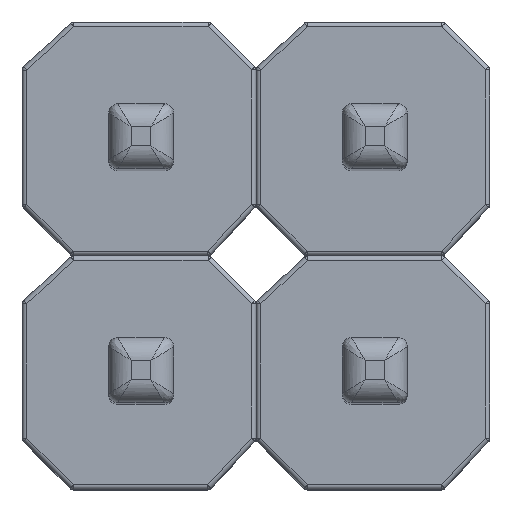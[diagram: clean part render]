
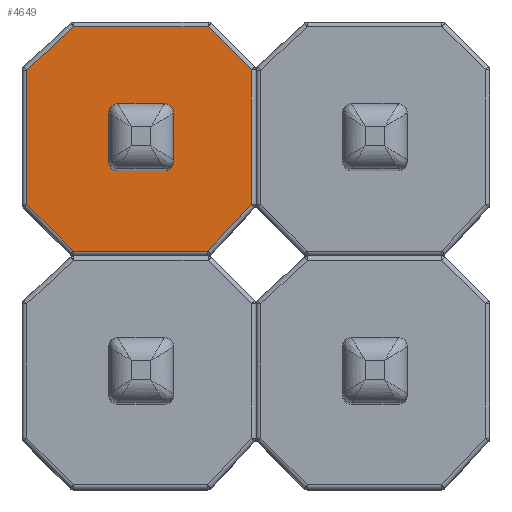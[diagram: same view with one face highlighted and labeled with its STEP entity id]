
A CAD part, top view. The second image highlights one B-rep face of the part: STEP entity #4649.
In plain terms, the highlighted planar face has unit normal (0, 0, 1).
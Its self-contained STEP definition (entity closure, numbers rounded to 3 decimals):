
#130=FACE_BOUND('',#1619,.T.);
#145=PLANE('',#5078);
#385=LINE('',#7360,#737);
#387=LINE('',#7363,#739);
#395=LINE('',#7375,#747);
#397=LINE('',#7378,#749);
#401=LINE('',#7384,#753);
#403=LINE('',#7387,#755);
#411=LINE('',#7399,#763);
#413=LINE('',#7402,#765);
#421=LINE('',#7434,#773);
#422=LINE('',#7438,#774);
#423=LINE('',#7442,#775);
#424=LINE('',#7446,#776);
#737=VECTOR('',#5774,10.);
#739=VECTOR('',#5778,10.);
#747=VECTOR('',#5794,10.);
#749=VECTOR('',#5798,10.);
#753=VECTOR('',#5806,10.);
#755=VECTOR('',#5810,10.);
#763=VECTOR('',#5826,10.);
#765=VECTOR('',#5830,10.);
#773=VECTOR('',#5866,10.);
#774=VECTOR('',#5869,10.);
#775=VECTOR('',#5872,10.);
#776=VECTOR('',#5875,10.);
#1281=FACE_OUTER_BOUND('',#1618,.T.);
#1618=EDGE_LOOP('',(#3381,#3382,#3383,#3384,#3385,#3386,#3387,#3388));
#1619=EDGE_LOOP('',(#3389,#3390,#3391,#3392,#3393,#3394,#3395,#3396));
#1965=CIRCLE('',#5079,0.1);
#1966=CIRCLE('',#5080,0.1);
#1967=CIRCLE('',#5081,0.1);
#1968=CIRCLE('',#5082,0.1);
#2170=VERTEX_POINT('',#7225);
#2176=VERTEX_POINT('',#7239);
#2179=VERTEX_POINT('',#7246);
#2188=VERTEX_POINT('',#7270);
#2191=VERTEX_POINT('',#7277);
#2200=VERTEX_POINT('',#7307);
#2203=VERTEX_POINT('',#7314);
#2212=VERTEX_POINT('',#7338);
#2225=VERTEX_POINT('',#7432);
#2226=VERTEX_POINT('',#7433);
#2227=VERTEX_POINT('',#7435);
#2228=VERTEX_POINT('',#7437);
#2229=VERTEX_POINT('',#7439);
#2230=VERTEX_POINT('',#7441);
#2231=VERTEX_POINT('',#7443);
#2232=VERTEX_POINT('',#7445);
#2585=EDGE_CURVE('',#2203,#2212,#385,.T.);
#2587=EDGE_CURVE('',#2212,#2200,#387,.T.);
#2595=EDGE_CURVE('',#2191,#2203,#395,.T.);
#2597=EDGE_CURVE('',#2200,#2188,#397,.T.);
#2601=EDGE_CURVE('',#2179,#2191,#401,.T.);
#2603=EDGE_CURVE('',#2188,#2176,#403,.T.);
#2611=EDGE_CURVE('',#2170,#2179,#411,.T.);
#2613=EDGE_CURVE('',#2176,#2170,#413,.T.);
#2625=EDGE_CURVE('',#2225,#2226,#421,.T.);
#2626=EDGE_CURVE('',#2227,#2226,#1965,.F.);
#2627=EDGE_CURVE('',#2227,#2228,#422,.T.);
#2628=EDGE_CURVE('',#2229,#2228,#1966,.F.);
#2629=EDGE_CURVE('',#2229,#2230,#423,.T.);
#2630=EDGE_CURVE('',#2231,#2230,#1967,.F.);
#2631=EDGE_CURVE('',#2231,#2232,#424,.T.);
#2632=EDGE_CURVE('',#2225,#2232,#1968,.F.);
#3381=ORIENTED_EDGE('',*,*,#2585,.F.);
#3382=ORIENTED_EDGE('',*,*,#2595,.F.);
#3383=ORIENTED_EDGE('',*,*,#2601,.F.);
#3384=ORIENTED_EDGE('',*,*,#2611,.F.);
#3385=ORIENTED_EDGE('',*,*,#2613,.F.);
#3386=ORIENTED_EDGE('',*,*,#2603,.F.);
#3387=ORIENTED_EDGE('',*,*,#2597,.F.);
#3388=ORIENTED_EDGE('',*,*,#2587,.F.);
#3389=ORIENTED_EDGE('',*,*,#2625,.T.);
#3390=ORIENTED_EDGE('',*,*,#2626,.F.);
#3391=ORIENTED_EDGE('',*,*,#2627,.T.);
#3392=ORIENTED_EDGE('',*,*,#2628,.F.);
#3393=ORIENTED_EDGE('',*,*,#2629,.T.);
#3394=ORIENTED_EDGE('',*,*,#2630,.F.);
#3395=ORIENTED_EDGE('',*,*,#2631,.T.);
#3396=ORIENTED_EDGE('',*,*,#2632,.F.);
#4649=ADVANCED_FACE('',(#1281,#130),#145,.T.);
#5078=AXIS2_PLACEMENT_3D('',#7431,#5864,#5865);
#5079=AXIS2_PLACEMENT_3D('',#7436,#5867,#5868);
#5080=AXIS2_PLACEMENT_3D('',#7440,#5870,#5871);
#5081=AXIS2_PLACEMENT_3D('',#7444,#5873,#5874);
#5082=AXIS2_PLACEMENT_3D('',#7447,#5876,#5877);
#5774=DIRECTION('',(0.,-1.,0.));
#5778=DIRECTION('',(-0.681,-0.733,0.));
#5794=DIRECTION('',(0.707,-0.707,0.));
#5798=DIRECTION('',(-1.,0.,0.));
#5806=DIRECTION('',(1.,0.,0.));
#5810=DIRECTION('',(-0.706,0.708,0.));
#5826=DIRECTION('',(0.734,0.679,0.));
#5830=DIRECTION('',(0.,1.,0.));
#5864=DIRECTION('center_axis',(0.,0.,1.));
#5865=DIRECTION('ref_axis',(1.,0.,0.));
#5866=DIRECTION('',(-1.,0.,0.));
#5867=DIRECTION('center_axis',(0.,0.,-1.));
#5868=DIRECTION('ref_axis',(-0.707,-0.707,0.));
#5869=DIRECTION('',(0.,1.,0.));
#5870=DIRECTION('center_axis',(0.,0.,-1.));
#5871=DIRECTION('ref_axis',(-0.707,0.707,0.));
#5872=DIRECTION('',(1.,0.,0.));
#5873=DIRECTION('center_axis',(0.,0.,-1.));
#5874=DIRECTION('ref_axis',(0.707,0.707,0.));
#5875=DIRECTION('',(0.,-1.,0.));
#5876=DIRECTION('center_axis',(0.,0.,-1.));
#5877=DIRECTION('ref_axis',(0.707,-0.707,0.));
#7225=CARTESIAN_POINT('',(-2.49,2.018,2.54));
#7239=CARTESIAN_POINT('',(-2.49,0.558,2.54));
#7246=CARTESIAN_POINT('',(-1.98,2.49,2.54));
#7270=CARTESIAN_POINT('',(-1.984,0.05,2.54));
#7277=CARTESIAN_POINT('',(-0.521,2.49,2.54));
#7307=CARTESIAN_POINT('',(-0.524,0.05,2.54));
#7314=CARTESIAN_POINT('',(-0.05,2.019,2.54));
#7338=CARTESIAN_POINT('',(-0.05,0.56,2.54));
#7360=CARTESIAN_POINT('',(-0.05,0.905,2.54));
#7363=CARTESIAN_POINT('',(-0.4,0.183,2.54));
#7375=CARTESIAN_POINT('',(-0.16,2.13,2.54));
#7378=CARTESIAN_POINT('',(-1.637,0.05,2.54));
#7384=CARTESIAN_POINT('',(-0.885,2.49,2.54));
#7387=CARTESIAN_POINT('',(-2.371,0.439,2.54));
#7399=CARTESIAN_POINT('',(-2.086,2.392,2.54));
#7402=CARTESIAN_POINT('',(-2.49,1.655,2.54));
#7431=CARTESIAN_POINT('Origin',(-1.27,1.27,2.54));
#7432=CARTESIAN_POINT('',(-0.995,0.926,2.54));
#7433=CARTESIAN_POINT('',(-1.502,0.926,2.54));
#7434=CARTESIAN_POINT('',(-1.436,0.926,2.54));
#7435=CARTESIAN_POINT('',(-1.602,1.026,2.54));
#7436=CARTESIAN_POINT('Origin',(-1.502,1.026,2.54));
#7437=CARTESIAN_POINT('',(-1.602,1.533,2.54));
#7438=CARTESIAN_POINT('',(-1.602,1.451,2.54));
#7439=CARTESIAN_POINT('',(-1.502,1.633,2.54));
#7440=CARTESIAN_POINT('Origin',(-1.502,1.533,2.54));
#7441=CARTESIAN_POINT('',(-0.995,1.633,2.54));
#7442=CARTESIAN_POINT('',(-1.082,1.633,2.54));
#7443=CARTESIAN_POINT('',(-0.895,1.533,2.54));
#7444=CARTESIAN_POINT('Origin',(-0.995,1.533,2.54));
#7445=CARTESIAN_POINT('',(-0.895,1.026,2.54));
#7446=CARTESIAN_POINT('',(-0.895,1.098,2.54));
#7447=CARTESIAN_POINT('Origin',(-0.995,1.026,2.54));
